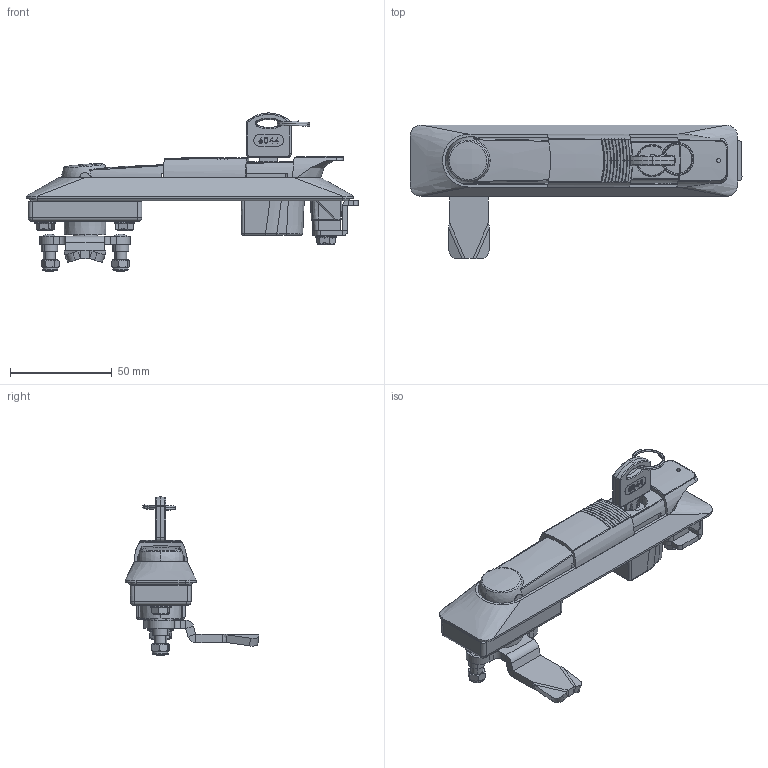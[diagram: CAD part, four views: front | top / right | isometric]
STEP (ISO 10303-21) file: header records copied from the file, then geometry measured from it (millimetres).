
FILE_DESCRIPTION (( 'STEP AP203' ), '1' );
FILE_NAME ('KI31.2.01.14.STEP', '2022-04-28T11:29:36', ( '' ), ( '' ), 'SwSTEP 2.0', 'SolidWorks 2021', '' );
FILE_SCHEMA (( 'CONFIG_CONTROL_DESIGN' ));
Length unit declared in the file: millimetre
Products named in the file (1): KI31.2.01.14
Bounding box: 163.2 x 65.78 x 77.8 mm (x, y, z)
Surface area: 41699.1 mm2 (no closed solid volume)
Topology: 0 solids, 51 shells, 915 faces, 2869 edges, 1957 vertices
Faces by surface type: plane 380, bspline 180, cylinder 163, torus 89, cone 83, sphere 20
Entity records: 43834 total; most frequent: CARTESIAN_POINT 21154, ORIENTED_EDGE 4766, DIRECTION 3958, EDGE_CURVE 2865, VERTEX_POINT 1955, AXIS2_PLACEMENT_3D 1402, VECTOR 1154, LINE 1154
